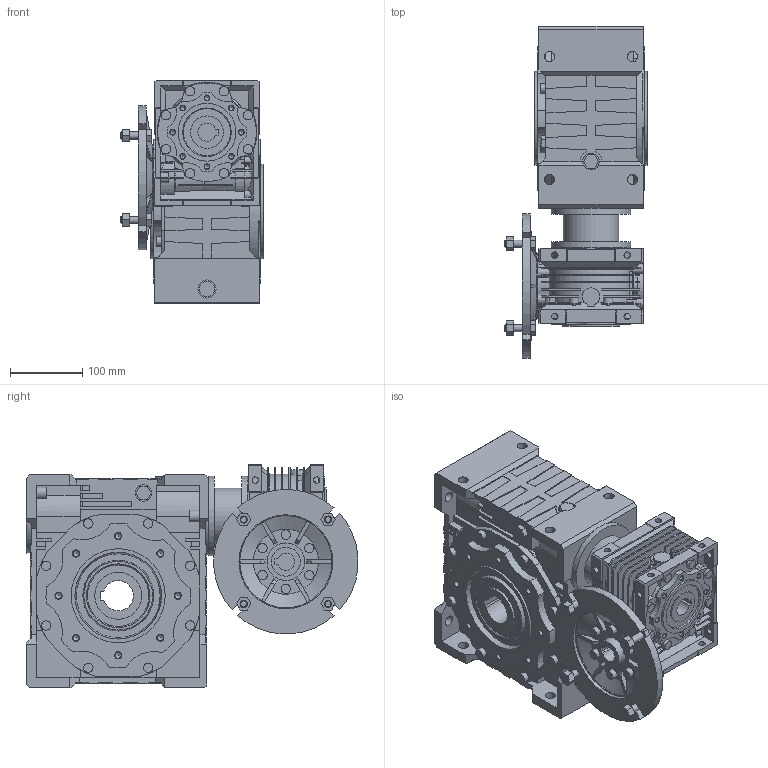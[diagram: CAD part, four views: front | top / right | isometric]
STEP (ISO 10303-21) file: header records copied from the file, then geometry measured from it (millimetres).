
FILE_DESCRIPTION(('STEP AP203'), '1');
FILE_NAME('DRV 063-110 (BS2)', '', ('UNSPECIFIED'), ('UNSPECIFIED'), 'ASCON STEP Converter 1.3', 'ASCON Math Kernel', '');
FILE_SCHEMA(('CONFIG_CONTROL_DESIGN'));
Length unit declared in the file: millimetre
Products named in the file (11): _Gear unit 110; _110-42 (155); _VB 110-38 (38); _Gear unit 63; _063-25 (112); _VB 075-24 (24); _63-80 B5
Assembly tree (10 placements, depth 3):
  (unnamed)
    (unnamed)
      _Gear unit 110
      _110-42 (155)
      _VB 110-38 (38)
    (unnamed)
    (unnamed)
      _Gear unit 63
      _063-25 (112)
      _VB 075-24 (24)
      _63-80 B5
Bounding box: 196.5 x 459.17 x 309.5 mm (x, y, z)
Volume: 10901614.1 mm3; surface area: 1007874.2 mm2
Topology: 8 solids, 10 shells, 1833 faces, 5064 edges, 3332 vertices
Faces by surface type: plane 1335, cylinder 364, cone 130, torus 4
Full cylindrical faces by diameter (mm): 6.647 x16, 7.56 x4, 8.376 x16, 8.78 x14, 10 x8, 13 x22, 14 x12, 15.741 x1, 22 x1, 23 x2, 25 x1, 34 x1, 37 x1, 40 x1, 45 x2, 49 x1, 50 x1, 52 x1, 53 x1, 56 x1, 62 x1, 63 x1, 65 x2, 69 x1, 70 x1, 77 x2, 80 x4, 89 x1, 110 x3, 127.74 x1
Entity records: 74957 total; most frequent: CARTESIAN_POINT 13452, ORIENTED_EDGE 9642, DIRECTION 9352, EDGE_CURVE 4821, LINE 3360, VECTOR 3360, VERTEX_POINT 3305, AXIS2_PLACEMENT_3D 2996
